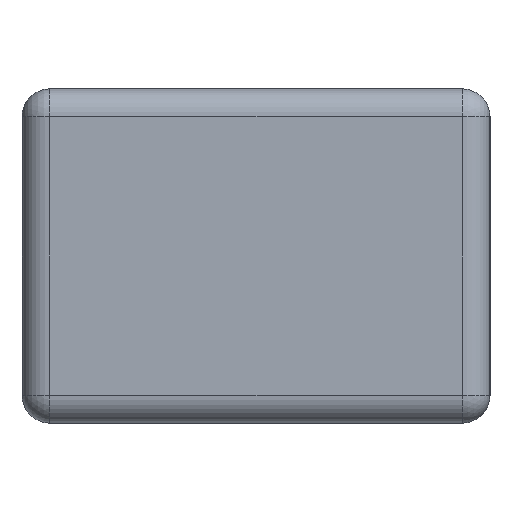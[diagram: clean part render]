
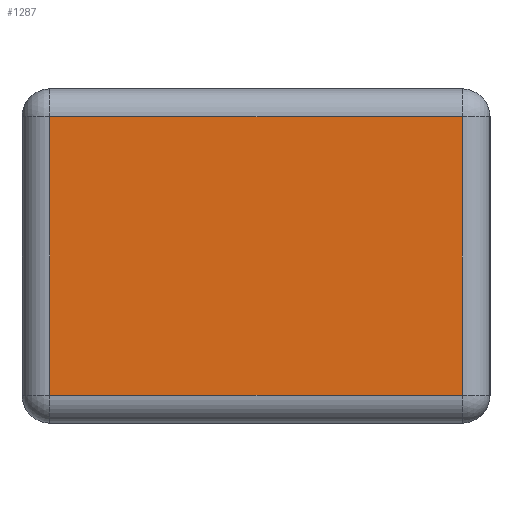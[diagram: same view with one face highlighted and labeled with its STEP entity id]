
A CAD part, left-side view. The second image highlights one B-rep face of the part: STEP entity #1287.
In plain terms, the highlighted planar face has unit normal (-1, 0, 0).
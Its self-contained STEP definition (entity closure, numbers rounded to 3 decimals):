
#361 = CARTESIAN_POINT ( 'NONE',  ( -1.25, 0.05, -0.25 ) ) ;
#362 = DIRECTION ( 'NONE',  ( 0., -1., 0. ) ) ;
#363 = VECTOR ( 'NONE', #362, 1000. ) ;
#364 = CARTESIAN_POINT ( 'NONE',  ( -1.25, 0.84, -0.25 ) ) ;
#365 = LINE ( 'NONE', #364, #363 ) ;
#366 = CARTESIAN_POINT ( 'NONE',  ( -1.25, 0.79, -0.25 ) ) ;
#367 = DIRECTION ( 'NONE',  ( 0., 0., -1. ) ) ;
#368 = VECTOR ( 'NONE', #367, 1000. ) ;
#369 = CARTESIAN_POINT ( 'NONE',  ( -1.25, 0.79, 0.3 ) ) ;
#370 = LINE ( 'NONE', #369, #368 ) ;
#408 = DIRECTION ( 'NONE',  ( 0., 0., 1. ) ) ;
#409 = VECTOR ( 'NONE', #408, 1000. ) ;
#410 = CARTESIAN_POINT ( 'NONE',  ( -1.25, 0.05, 0.3 ) ) ;
#411 = LINE ( 'NONE', #410, #409 ) ;
#442 = DIRECTION ( 'NONE',  ( 0., 1., 0. ) ) ;
#443 = VECTOR ( 'NONE', #442, 1000. ) ;
#444 = CARTESIAN_POINT ( 'NONE',  ( -1.25, 0.84, 0.25 ) ) ;
#445 = LINE ( 'NONE', #444, #443 ) ;
#447 = DIRECTION ( 'NONE',  ( 0., 0., -1. ) ) ;
#448 = DIRECTION ( 'NONE',  ( 1., 0., 0. ) ) ;
#449 = CARTESIAN_POINT ( 'NONE',  ( -1.25, 0.84, 0.3 ) ) ;
#450 = AXIS2_PLACEMENT_3D ( 'NONE', #449, #448, #447 ) ;
#451 = PLANE ( 'NONE',  #450 ) ;
#466 = FACE_OUTER_BOUND ( 'NONE', #1288, .T. ) ;
#649 = CARTESIAN_POINT ( 'NONE',  ( -1.25, 0.79, 0.25 ) ) ;
#650 = CARTESIAN_POINT ( 'NONE',  ( -1.25, 0.05, 0.25 ) ) ;
#1268 = EDGE_CURVE ( 'NONE', #1344, #1269, #370, .T. ) ;
#1269 = VERTEX_POINT ( 'NONE', #366 ) ;
#1270 = ORIENTED_EDGE ( 'NONE', *, *, #1271, .T. ) ;
#1271 = EDGE_CURVE ( 'NONE', #1269, #1272, #365, .T. ) ;
#1272 = VERTEX_POINT ( 'NONE', #361 ) ;
#1273 = ORIENTED_EDGE ( 'NONE', *, *, #1274, .T. ) ;
#1274 = EDGE_CURVE ( 'NONE', #1272, #1343, #411, .T. ) ;
#1287 = ADVANCED_FACE ( 'NONE', ( #466 ), #451, .F. ) ;
#1288 = EDGE_LOOP ( 'NONE', ( #1289, #1345, #1270, #1273 ) ) ;
#1289 = ORIENTED_EDGE ( 'NONE', *, *, #1290, .T. ) ;
#1290 = EDGE_CURVE ( 'NONE', #1343, #1344, #445, .T. ) ;
#1343 = VERTEX_POINT ( 'NONE', #650 ) ;
#1344 = VERTEX_POINT ( 'NONE', #649 ) ;
#1345 = ORIENTED_EDGE ( 'NONE', *, *, #1268, .T. ) ;
